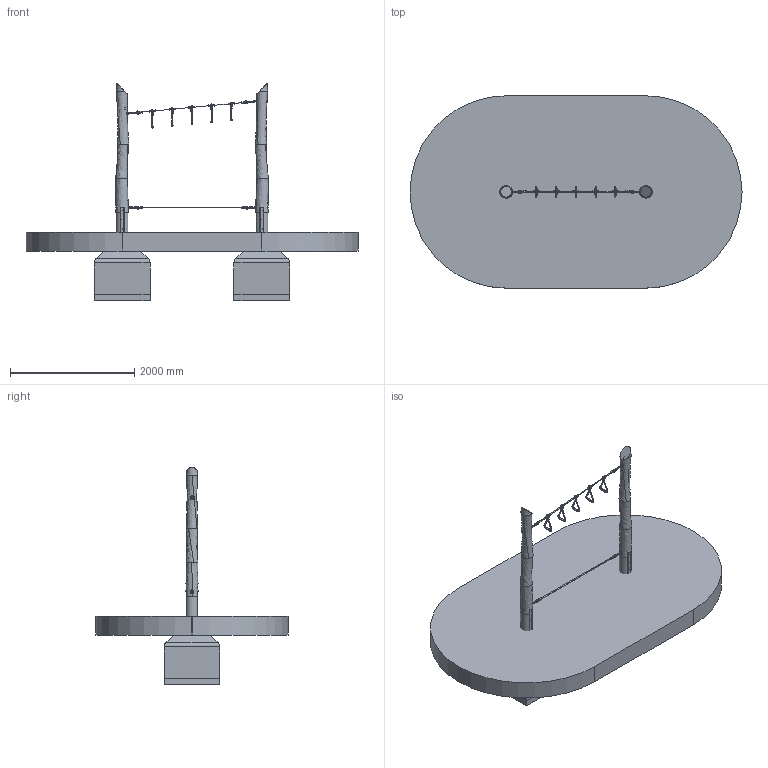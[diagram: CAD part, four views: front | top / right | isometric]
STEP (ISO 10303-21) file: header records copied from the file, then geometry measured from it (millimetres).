
FILE_DESCRIPTION (( 'STEP AP214' ), '1' );
FILE_NAME ('4591-30-17.STEP', '2019-02-05T15:57:02', ( '' ), ( '' ), 'SwSTEP 2.0', 'SolidWorks 2018', '' );
FILE_SCHEMA (( 'AUTOMOTIVE_DESIGN' ));
Length unit declared in the file: millimetre
Products named in the file (4): -1-Zsmb-Abdeckkappe-4591-30-2; -15-ZsmbPfosten-4591-30-2; 4591-30-17-R komplett; 4591-30-17
Assembly tree (5 placements, depth 2):
  4591-30-17
    4591-30-17-R komplett
    -15-ZsmbPfosten-4591-30-2  x2
    -1-Zsmb-Abdeckkappe-4591-30-2  x2
Bounding box: 5350 x 3100 x 3502.71 mm (x, y, z)
Volume: 5813990315.5 mm3; surface area: 53449115.4 mm2
Topology: 161 solids, 161 shells, 4176 faces, 10173 edges, 6113 vertices
Faces by surface type: cylinder 1314, plane 1210, torus 1004, bspline 340, cone 300, sphere 8
Entity records: 206996 total; most frequent: CARTESIAN_POINT 64916, ORIENTED_EDGE 20090, DIRECTION 19478, EDGE_CURVE 10045, AXIS2_PLACEMENT_3D 7562, VERTEX_POINT 6085, EDGE_LOOP 4366, VECTOR 4354
